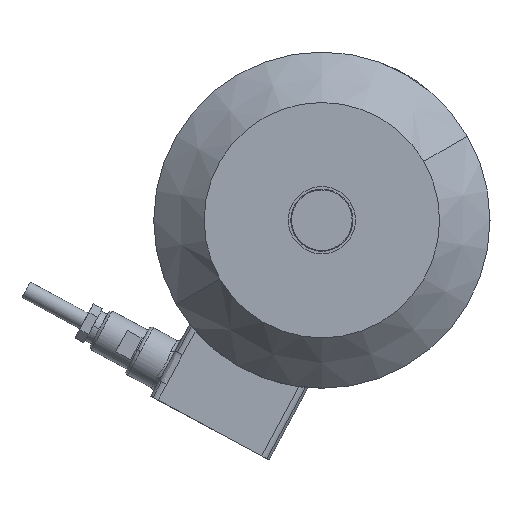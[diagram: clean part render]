
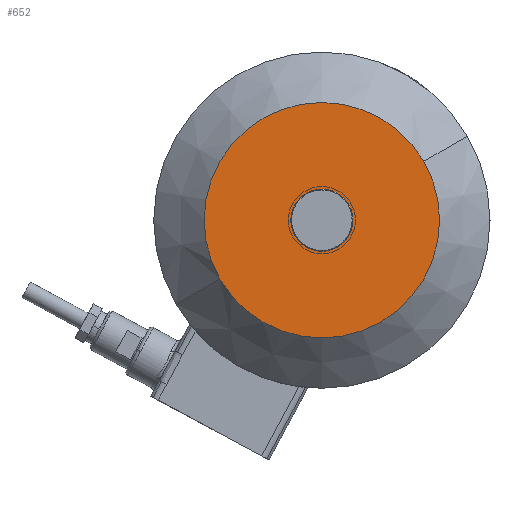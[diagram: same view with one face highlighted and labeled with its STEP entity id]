
A CAD part, left-side view. The second image highlights one B-rep face of the part: STEP entity #652.
In plain terms, the highlighted planar face has unit normal (-1, 0, 0).
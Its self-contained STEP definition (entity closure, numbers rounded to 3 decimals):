
#652=ADVANCED_FACE('4:303',(#1389,#1390),#1391,.T.);
#1389=FACE_BOUND('',#2404,.T.);
#1390=FACE_OUTER_BOUND('',#2405,.T.);
#1391=PLANE('',#2406);
#2404=EDGE_LOOP('',(#3680,#3681));
#2405=EDGE_LOOP('',(#3682,#3683));
#2406=AXIS2_PLACEMENT_3D('',#3684,#3685,#3686);
#3680=ORIENTED_EDGE('',*,*,#5980,.T.);
#3681=ORIENTED_EDGE('',*,*,#5981,.T.);
#3682=ORIENTED_EDGE('',*,*,#5902,.F.);
#3683=ORIENTED_EDGE('',*,*,#5982,.F.);
#3684=CARTESIAN_POINT('',(0.,81.48,8.75));
#3685=DIRECTION('',(-1.0,0.,0.));
#3686=DIRECTION('',(0.,0.866,-0.5));
#5902=EDGE_CURVE('4:363',#6920,#6923,#6924,.T.);
#5980=EDGE_CURVE('4:381',#7054,#7055,#7056,.T.);
#5981=EDGE_CURVE('',#7055,#7054,#7057,.T.);
#5982=EDGE_CURVE('',#6923,#6920,#7058,.T.);
#6920=VERTEX_POINT('',#8348);
#6923=VERTEX_POINT('',#8352);
#6924=CIRCLE('',#8353,35.0);
#7054=VERTEX_POINT('',#8530);
#7055=VERTEX_POINT('',#8531);
#7056=CIRCLE('',#8532,9.25);
#7057=CIRCLE('',#8533,9.25);
#7058=CIRCLE('',#8534,35.0);
#8348=CARTESIAN_POINT('',(0.,66.325,17.5));
#8352=CARTESIAN_POINT('',(0.,126.947,-17.5));
#8353=AXIS2_PLACEMENT_3D('',#10179,#10180,#10181);
#8530=CARTESIAN_POINT('',(0.,104.646,-4.625));
#8531=CARTESIAN_POINT('',(0.,88.625,4.625));
#8532=AXIS2_PLACEMENT_3D('',#10300,#10301,#10302);
#8533=AXIS2_PLACEMENT_3D('',#10303,#10304,#10305);
#8534=AXIS2_PLACEMENT_3D('',#10306,#10307,#10308);
#10179=CARTESIAN_POINT('',(0.,96.636,0.));
#10180=DIRECTION('',(1.0,0.,0.));
#10181=DIRECTION('',(0.,-0.866,0.5));
#10300=CARTESIAN_POINT('',(0.,96.636,0.));
#10301=DIRECTION('',(1.0,0.,0.));
#10302=DIRECTION('',(0.,-0.866,0.5));
#10303=CARTESIAN_POINT('',(0.,96.636,0.));
#10304=DIRECTION('',(1.0,0.,0.));
#10305=DIRECTION('',(0.,-0.866,0.5));
#10306=CARTESIAN_POINT('',(0.,96.636,0.));
#10307=DIRECTION('',(1.0,0.,0.));
#10308=DIRECTION('',(0.,-0.866,0.5));
